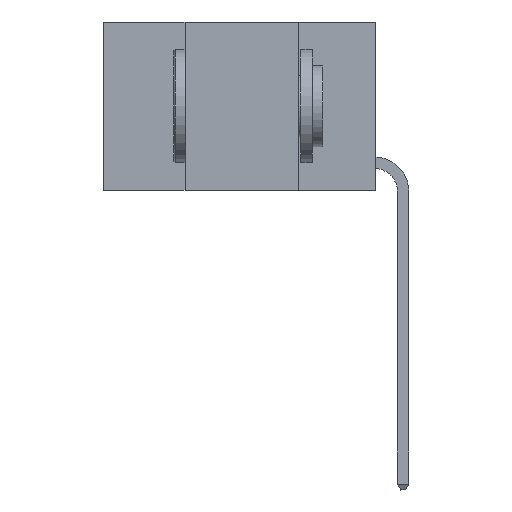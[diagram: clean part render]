
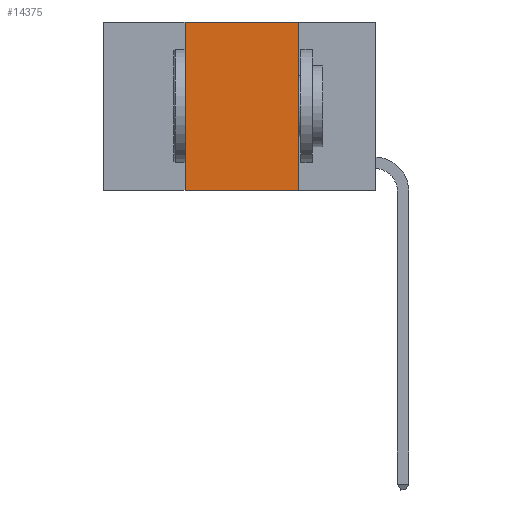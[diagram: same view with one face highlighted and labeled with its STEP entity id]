
A CAD part, left-side view. The second image highlights one B-rep face of the part: STEP entity #14375.
In plain terms, the highlighted planar face has unit normal (-1, 0, 0).
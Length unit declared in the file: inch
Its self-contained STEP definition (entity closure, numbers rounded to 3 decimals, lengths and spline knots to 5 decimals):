
#367 = LINE ( 'NONE', #9409, #769 ) ;
#769 = VECTOR ( 'NONE', #14088, 39.37008 ) ;
#1671 = EDGE_CURVE ( 'NONE', #3358, #9869, #14579, .T. ) ;
#1729 = CARTESIAN_POINT ( 'NONE',  ( 0., 0.6, 0. ) ) ;
#1799 = PLANE ( 'NONE',  #12148 ) ;
#1852 = EDGE_LOOP ( 'NONE', ( #6659, #3713, #12916, #10772 ) ) ;
#2321 = DIRECTION ( 'NONE',  ( 0., -1., 0. ) ) ;
#3103 = VECTOR ( 'NONE', #3549, 39.37008 ) ;
#3358 = VERTEX_POINT ( 'NONE', #7264 ) ;
#3549 = DIRECTION ( 'NONE',  ( 0., -1., 0. ) ) ;
#3713 = ORIENTED_EDGE ( 'NONE', *, *, #7282, .F. ) ;
#4257 = CARTESIAN_POINT ( 'NONE',  ( 0., 0.42, 0. ) ) ;
#5608 = DIRECTION ( 'NONE',  ( 0., 0., 1. ) ) ;
#6659 = ORIENTED_EDGE ( 'NONE', *, *, #10561, .F. ) ;
#6773 = CARTESIAN_POINT ( 'NONE',  ( 0., 0.6, 0. ) ) ;
#6815 = LINE ( 'NONE', #13769, #3103 ) ;
#7264 = CARTESIAN_POINT ( 'NONE',  ( 0., 0.42, -0.37 ) ) ;
#7282 = EDGE_CURVE ( 'NONE', #9869, #9878, #12496, .T. ) ;
#7764 = CARTESIAN_POINT ( 'NONE',  ( 0., 0.42, 0. ) ) ;
#8479 = DIRECTION ( 'NONE',  ( 1., 0., 0. ) ) ;
#9409 = CARTESIAN_POINT ( 'NONE',  ( 0., 0.17, 0. ) ) ;
#9869 = VERTEX_POINT ( 'NONE', #7764 ) ;
#9878 = VERTEX_POINT ( 'NONE', #14582 ) ;
#10561 = EDGE_CURVE ( 'NONE', #9878, #12950, #367, .T. ) ;
#10647 = FACE_OUTER_BOUND ( 'NONE', #1852, .T. ) ;
#10770 = VECTOR ( 'NONE', #5608, 39.37008 ) ;
#10772 = ORIENTED_EDGE ( 'NONE', *, *, #11349, .T. ) ;
#11349 = EDGE_CURVE ( 'NONE', #3358, #12950, #6815, .T. ) ;
#12120 = VECTOR ( 'NONE', #2321, 39.37008 ) ;
#12148 = AXIS2_PLACEMENT_3D ( 'NONE', #1729, #8479, #14117 ) ;
#12496 = LINE ( 'NONE', #6773, #12120 ) ;
#12825 = CARTESIAN_POINT ( 'NONE',  ( 0., 0.17, -0.37 ) ) ;
#12916 = ORIENTED_EDGE ( 'NONE', *, *, #1671, .F. ) ;
#12950 = VERTEX_POINT ( 'NONE', #12825 ) ;
#13769 = CARTESIAN_POINT ( 'NONE',  ( 0., 0.6, -0.37 ) ) ;
#14088 = DIRECTION ( 'NONE',  ( 0., 0., -1. ) ) ;
#14117 = DIRECTION ( 'NONE',  ( 0., 0., -1. ) ) ;
#14375 = ADVANCED_FACE ( 'NONE', ( #10647 ), #1799, .F. ) ;
#14579 = LINE ( 'NONE', #4257, #10770 ) ;
#14582 = CARTESIAN_POINT ( 'NONE',  ( 0., 0.17, 0. ) ) ;
